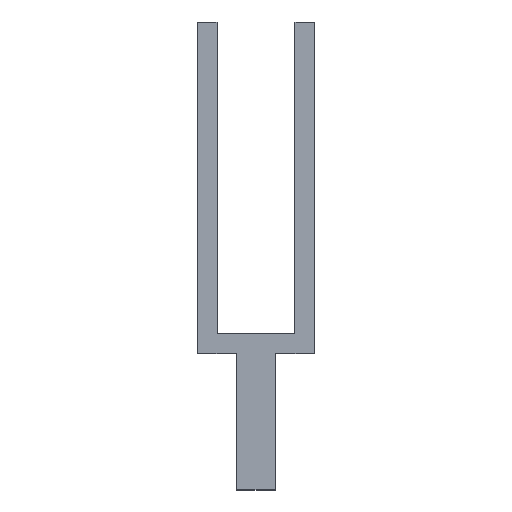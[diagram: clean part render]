
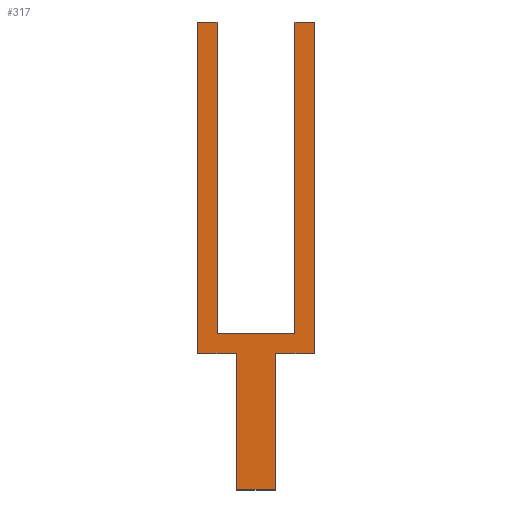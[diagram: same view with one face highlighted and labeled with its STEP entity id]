
A CAD part, top view. The second image highlights one B-rep face of the part: STEP entity #317.
In plain terms, the highlighted planar face has unit normal (0, 0, 1).
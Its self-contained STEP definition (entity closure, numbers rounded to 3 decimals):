
#1 = CARTESIAN_POINT ( 'NONE',  ( -5., 0., 5. ) ) ;
#7 = DIRECTION ( 'NONE',  ( 0., 0., -1. ) ) ;
#10 = DIRECTION ( 'NONE',  ( -1., 0., 0. ) ) ;
#12 = FACE_OUTER_BOUND ( 'NONE', #127, .T. ) ;
#17 = ORIENTED_EDGE ( 'NONE', *, *, #93, .F. ) ;
#22 = VECTOR ( 'NONE', #415, 1000. ) ;
#28 = EDGE_CURVE ( 'NONE', #260, #228, #110, .T. ) ;
#38 = DIRECTION ( 'NONE',  ( 0., 1., 0. ) ) ;
#46 = CARTESIAN_POINT ( 'NONE',  ( -15., 35., 5. ) ) ;
#47 = ORIENTED_EDGE ( 'NONE', *, *, #220, .F. ) ;
#48 = DIRECTION ( 'NONE',  ( 0., 1., 0. ) ) ;
#51 = VECTOR ( 'NONE', #303, 1000. ) ;
#52 = CARTESIAN_POINT ( 'NONE',  ( -10., 120., 5. ) ) ;
#60 = CARTESIAN_POINT ( 'NONE',  ( 10., 40., 5. ) ) ;
#64 = DIRECTION ( 'NONE',  ( -1., 0., 0. ) ) ;
#82 = ORIENTED_EDGE ( 'NONE', *, *, #189, .F. ) ;
#90 = ORIENTED_EDGE ( 'NONE', *, *, #257, .T. ) ;
#92 = VERTEX_POINT ( 'NONE', #355 ) ;
#93 = EDGE_CURVE ( 'NONE', #400, #260, #284, .T. ) ;
#102 = CARTESIAN_POINT ( 'NONE',  ( -5., 0., 5. ) ) ;
#104 = LINE ( 'NONE', #249, #388 ) ;
#107 = EDGE_CURVE ( 'NONE', #274, #372, #185, .T. ) ;
#110 = LINE ( 'NONE', #144, #218 ) ;
#117 = DIRECTION ( 'NONE',  ( -1., 0., 0. ) ) ;
#122 = CARTESIAN_POINT ( 'NONE',  ( 15., 120., 5. ) ) ;
#123 = VERTEX_POINT ( 'NONE', #308 ) ;
#127 = EDGE_LOOP ( 'NONE', ( #82, #403, #155, #17, #343, #90, #272, #130, #334, #165, #47, #335 ) ) ;
#130 = ORIENTED_EDGE ( 'NONE', *, *, #447, .T. ) ;
#132 = CARTESIAN_POINT ( 'NONE',  ( -10., 40., 5. ) ) ;
#137 = LINE ( 'NONE', #267, #222 ) ;
#138 = VECTOR ( 'NONE', #38, 1000. ) ;
#142 = VERTEX_POINT ( 'NONE', #60 ) ;
#143 = AXIS2_PLACEMENT_3D ( 'NONE', #327, #7, #117 ) ;
#144 = CARTESIAN_POINT ( 'NONE',  ( -5., 35., 5. ) ) ;
#153 = VECTOR ( 'NONE', #64, 1000. ) ;
#155 = ORIENTED_EDGE ( 'NONE', *, *, #28, .F. ) ;
#157 = EDGE_CURVE ( 'NONE', #450, #449, #208, .T. ) ;
#159 = LINE ( 'NONE', #46, #466 ) ;
#160 = PLANE ( 'NONE',  #143 ) ;
#165 = ORIENTED_EDGE ( 'NONE', *, *, #241, .T. ) ;
#174 = LINE ( 'NONE', #203, #402 ) ;
#185 = LINE ( 'NONE', #462, #153 ) ;
#189 = EDGE_CURVE ( 'NONE', #439, #450, #174, .T. ) ;
#196 = CARTESIAN_POINT ( 'NONE',  ( -5., 35., 5. ) ) ;
#203 = CARTESIAN_POINT ( 'NONE',  ( -15., 120., 5. ) ) ;
#207 = VECTOR ( 'NONE', #10, 1000. ) ;
#208 = LINE ( 'NONE', #52, #51 ) ;
#209 = DIRECTION ( 'NONE',  ( 0., 1., 0. ) ) ;
#218 = VECTOR ( 'NONE', #320, 1000. ) ;
#220 = EDGE_CURVE ( 'NONE', #449, #142, #313, .T. ) ;
#221 = CARTESIAN_POINT ( 'NONE',  ( 10., 120., 5. ) ) ;
#222 = VECTOR ( 'NONE', #345, 1000. ) ;
#228 = VERTEX_POINT ( 'NONE', #242 ) ;
#229 = LINE ( 'NONE', #371, #287 ) ;
#241 = EDGE_CURVE ( 'NONE', #372, #142, #137, .T. ) ;
#242 = CARTESIAN_POINT ( 'NONE',  ( -15., 35., 5. ) ) ;
#249 = CARTESIAN_POINT ( 'NONE',  ( 15., 35., 5. ) ) ;
#257 = EDGE_CURVE ( 'NONE', #123, #406, #229, .T. ) ;
#260 = VERTEX_POINT ( 'NONE', #196 ) ;
#264 = CARTESIAN_POINT ( 'NONE',  ( 5., 35., 5. ) ) ;
#267 = CARTESIAN_POINT ( 'NONE',  ( 10., 120., 5. ) ) ;
#272 = ORIENTED_EDGE ( 'NONE', *, *, #293, .T. ) ;
#273 = EDGE_CURVE ( 'NONE', #228, #439, #159, .T. ) ;
#274 = VERTEX_POINT ( 'NONE', #122 ) ;
#275 = CARTESIAN_POINT ( 'NONE',  ( -10., 40., 5. ) ) ;
#284 = LINE ( 'NONE', #1, #138 ) ;
#287 = VECTOR ( 'NONE', #48, 1000. ) ;
#293 = EDGE_CURVE ( 'NONE', #406, #92, #405, .T. ) ;
#297 = DIRECTION ( 'NONE',  ( 0., 1., 0. ) ) ;
#303 = DIRECTION ( 'NONE',  ( 0., -1., 0. ) ) ;
#308 = CARTESIAN_POINT ( 'NONE',  ( 5., 0., 5. ) ) ;
#309 = CARTESIAN_POINT ( 'NONE',  ( 5., 35., 5. ) ) ;
#313 = LINE ( 'NONE', #275, #22 ) ;
#315 = EDGE_CURVE ( 'NONE', #123, #400, #330, .T. ) ;
#317 = ADVANCED_FACE ( 'NONE', ( #12 ), #160, .F. ) ;
#320 = DIRECTION ( 'NONE',  ( -1., 0., 0. ) ) ;
#327 = CARTESIAN_POINT ( 'NONE',  ( 0., 0., 5. ) ) ;
#330 = LINE ( 'NONE', #333, #207 ) ;
#333 = CARTESIAN_POINT ( 'NONE',  ( 5., 0., 5. ) ) ;
#334 = ORIENTED_EDGE ( 'NONE', *, *, #107, .T. ) ;
#335 = ORIENTED_EDGE ( 'NONE', *, *, #157, .F. ) ;
#340 = DIRECTION ( 'NONE',  ( 1., 0., 0. ) ) ;
#343 = ORIENTED_EDGE ( 'NONE', *, *, #315, .F. ) ;
#345 = DIRECTION ( 'NONE',  ( 0., -1., 0. ) ) ;
#348 = CARTESIAN_POINT ( 'NONE',  ( -15., 120., 5. ) ) ;
#355 = CARTESIAN_POINT ( 'NONE',  ( 15., 35., 5. ) ) ;
#371 = CARTESIAN_POINT ( 'NONE',  ( 5., 0., 5. ) ) ;
#372 = VERTEX_POINT ( 'NONE', #221 ) ;
#388 = VECTOR ( 'NONE', #209, 1000. ) ;
#400 = VERTEX_POINT ( 'NONE', #102 ) ;
#402 = VECTOR ( 'NONE', #340, 1000. ) ;
#403 = ORIENTED_EDGE ( 'NONE', *, *, #273, .F. ) ;
#404 = DIRECTION ( 'NONE',  ( 1., 0., 0. ) ) ;
#405 = LINE ( 'NONE', #264, #441 ) ;
#406 = VERTEX_POINT ( 'NONE', #309 ) ;
#415 = DIRECTION ( 'NONE',  ( 1., 0., 0. ) ) ;
#439 = VERTEX_POINT ( 'NONE', #348 ) ;
#441 = VECTOR ( 'NONE', #404, 1000. ) ;
#447 = EDGE_CURVE ( 'NONE', #92, #274, #104, .T. ) ;
#449 = VERTEX_POINT ( 'NONE', #132 ) ;
#450 = VERTEX_POINT ( 'NONE', #455 ) ;
#455 = CARTESIAN_POINT ( 'NONE',  ( -10., 120., 5. ) ) ;
#462 = CARTESIAN_POINT ( 'NONE',  ( 15., 120., 5. ) ) ;
#466 = VECTOR ( 'NONE', #297, 1000. ) ;
